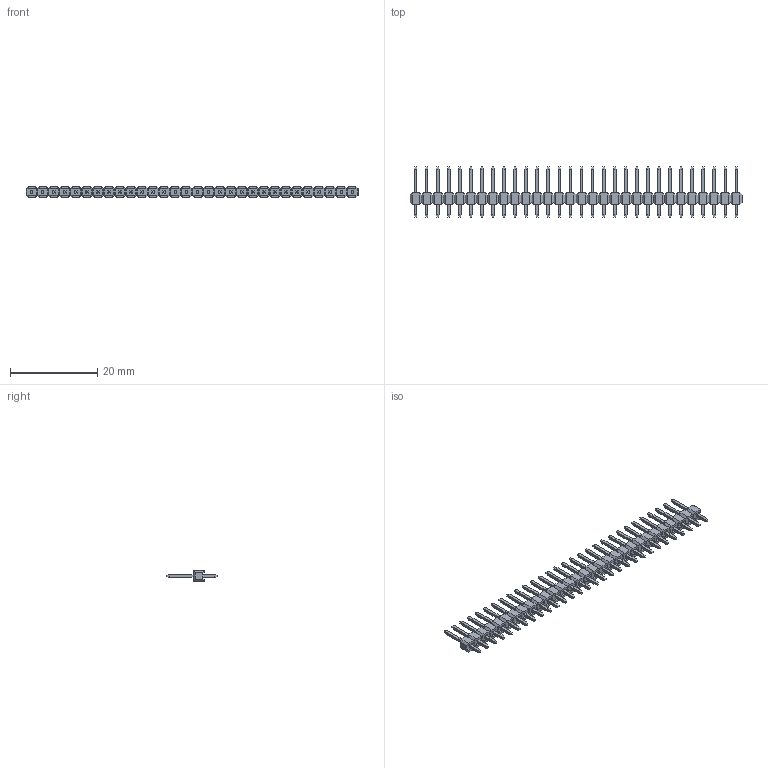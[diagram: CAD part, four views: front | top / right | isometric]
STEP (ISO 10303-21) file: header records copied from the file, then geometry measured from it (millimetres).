
FILE_DESCRIPTION (( 'STEP AP214' ), '1' );
FILE_NAME ('HEADER 1X30.STEP', '2013-11-27T10:02:55', ( '' ), ( '' ), 'SwSTEP 2.0', 'SolidWorks 2012', '' );
FILE_SCHEMA (( 'AUTOMOTIVE_DESIGN' ));
Length unit declared in the file: millimetre
Products named in the file (1): HEADER 1X30
Bounding box: 76.2 x 11.54 x 2.5 mm (x, y, z)
Volume: 513.1 mm3; surface area: 1524.1 mm2
Topology: 1 solids, 1 shells, 1022 faces, 2284 edges, 1324 vertices
Faces by surface type: plane 1022
Entity records: 38205 total; most frequent: CARTESIAN_POINT 4631, ORIENTED_EDGE 4568, DIRECTION 4330, VECTOR 2284, EDGE_CURVE 2284, LINE 2284, VERTEX_POINT 1324, EDGE_LOOP 1082
